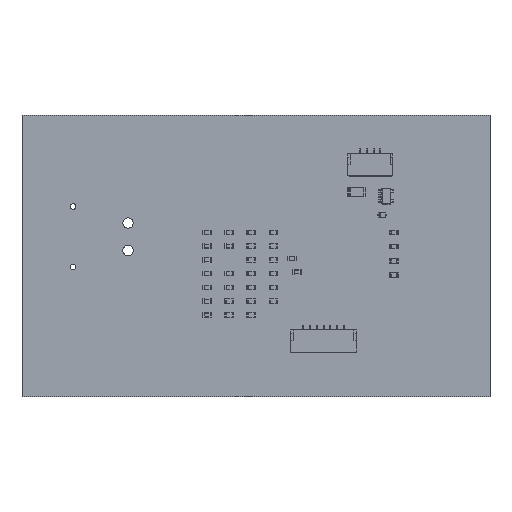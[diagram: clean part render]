
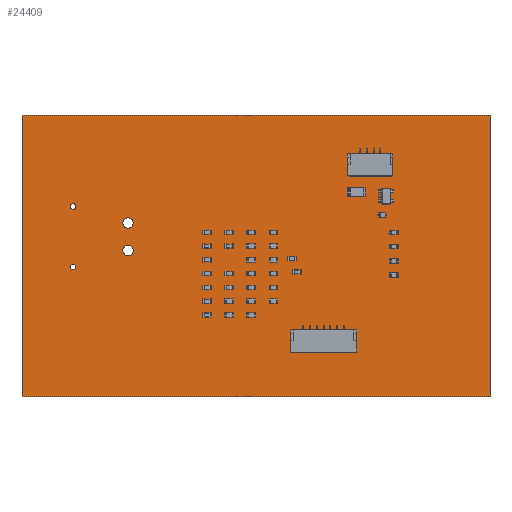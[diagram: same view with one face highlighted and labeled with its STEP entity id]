
A CAD part, top view. The second image highlights one B-rep face of the part: STEP entity #24409.
In plain terms, the highlighted planar face has unit normal (0, 0, 1).
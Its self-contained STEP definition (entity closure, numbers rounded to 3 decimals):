
#24253 = VERTEX_POINT('',#24254);
#24254 = CARTESIAN_POINT('',(175.5,-107.3,1.6));
#24260 = EDGE_CURVE('',#24253,#24261,#24263,.T.);
#24261 = VERTEX_POINT('',#24262);
#24262 = CARTESIAN_POINT('',(90.3,-107.3,1.6));
#24263 = LINE('',#24264,#24265);
#24264 = CARTESIAN_POINT('',(175.5,-107.3,1.6));
#24265 = VECTOR('',#24266,1.);
#24266 = DIRECTION('',(-1.,0.,0.));
#24293 = VERTEX_POINT('',#24294);
#24294 = CARTESIAN_POINT('',(175.5,-56.1,1.6));
#24300 = EDGE_CURVE('',#24293,#24253,#24301,.T.);
#24301 = LINE('',#24302,#24303);
#24302 = CARTESIAN_POINT('',(175.5,-56.1,1.6));
#24303 = VECTOR('',#24304,1.);
#24304 = DIRECTION('',(0.,-1.,0.));
#24322 = EDGE_CURVE('',#24261,#24323,#24325,.T.);
#24323 = VERTEX_POINT('',#24324);
#24324 = CARTESIAN_POINT('',(90.3,-56.1,1.6));
#24325 = LINE('',#24326,#24327);
#24326 = CARTESIAN_POINT('',(90.3,-107.3,1.6));
#24327 = VECTOR('',#24328,1.);
#24328 = DIRECTION('',(0.,1.,0.));
#24409 = ADVANCED_FACE('',(#24410,#24421,#24432,#24443,#24454),#24465,
  .T.);
#24410 = FACE_BOUND('',#24411,.T.);
#24411 = EDGE_LOOP('',(#24412,#24413,#24414,#24420));
#24412 = ORIENTED_EDGE('',*,*,#24260,.F.);
#24413 = ORIENTED_EDGE('',*,*,#24300,.F.);
#24414 = ORIENTED_EDGE('',*,*,#24415,.F.);
#24415 = EDGE_CURVE('',#24323,#24293,#24416,.T.);
#24416 = LINE('',#24417,#24418);
#24417 = CARTESIAN_POINT('',(90.3,-56.1,1.6));
#24418 = VECTOR('',#24419,1.);
#24419 = DIRECTION('',(1.,0.,0.));
#24420 = ORIENTED_EDGE('',*,*,#24322,.F.);
#24421 = FACE_BOUND('',#24422,.T.);
#24422 = EDGE_LOOP('',(#24423));
#24423 = ORIENTED_EDGE('',*,*,#24424,.T.);
#24424 = EDGE_CURVE('',#24425,#24425,#24427,.T.);
#24425 = VERTEX_POINT('',#24426);
#24426 = CARTESIAN_POINT('',(99.6,-84.2,1.6));
#24427 = CIRCLE('',#24428,0.5);
#24428 = AXIS2_PLACEMENT_3D('',#24429,#24430,#24431);
#24429 = CARTESIAN_POINT('',(99.6,-83.7,1.6));
#24430 = DIRECTION('',(-0.,0.,-1.));
#24431 = DIRECTION('',(-0.,-1.,0.));
#24432 = FACE_BOUND('',#24433,.T.);
#24433 = EDGE_LOOP('',(#24434));
#24434 = ORIENTED_EDGE('',*,*,#24435,.T.);
#24435 = EDGE_CURVE('',#24436,#24436,#24438,.T.);
#24436 = VERTEX_POINT('',#24437);
#24437 = CARTESIAN_POINT('',(109.6,-81.65,1.6));
#24438 = CIRCLE('',#24439,0.95);
#24439 = AXIS2_PLACEMENT_3D('',#24440,#24441,#24442);
#24440 = CARTESIAN_POINT('',(109.6,-80.7,1.6));
#24441 = DIRECTION('',(-0.,0.,-1.));
#24442 = DIRECTION('',(-0.,-1.,0.));
#24443 = FACE_BOUND('',#24444,.T.);
#24444 = EDGE_LOOP('',(#24445));
#24445 = ORIENTED_EDGE('',*,*,#24446,.T.);
#24446 = EDGE_CURVE('',#24447,#24447,#24449,.T.);
#24447 = VERTEX_POINT('',#24448);
#24448 = CARTESIAN_POINT('',(99.6,-73.2,1.6));
#24449 = CIRCLE('',#24450,0.5);
#24450 = AXIS2_PLACEMENT_3D('',#24451,#24452,#24453);
#24451 = CARTESIAN_POINT('',(99.6,-72.7,1.6));
#24452 = DIRECTION('',(-0.,0.,-1.));
#24453 = DIRECTION('',(-0.,-1.,0.));
#24454 = FACE_BOUND('',#24455,.T.);
#24455 = EDGE_LOOP('',(#24456));
#24456 = ORIENTED_EDGE('',*,*,#24457,.T.);
#24457 = EDGE_CURVE('',#24458,#24458,#24460,.T.);
#24458 = VERTEX_POINT('',#24459);
#24459 = CARTESIAN_POINT('',(109.6,-76.65,1.6));
#24460 = CIRCLE('',#24461,0.95);
#24461 = AXIS2_PLACEMENT_3D('',#24462,#24463,#24464);
#24462 = CARTESIAN_POINT('',(109.6,-75.7,1.6));
#24463 = DIRECTION('',(-0.,0.,-1.));
#24464 = DIRECTION('',(-0.,-1.,0.));
#24465 = PLANE('',#24466);
#24466 = AXIS2_PLACEMENT_3D('',#24467,#24468,#24469);
#24467 = CARTESIAN_POINT('',(0.,0.,1.6));
#24468 = DIRECTION('',(0.,0.,1.));
#24469 = DIRECTION('',(1.,0.,-0.));
